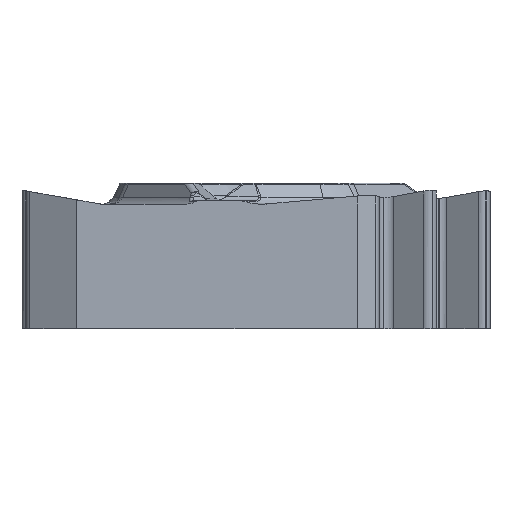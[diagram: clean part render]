
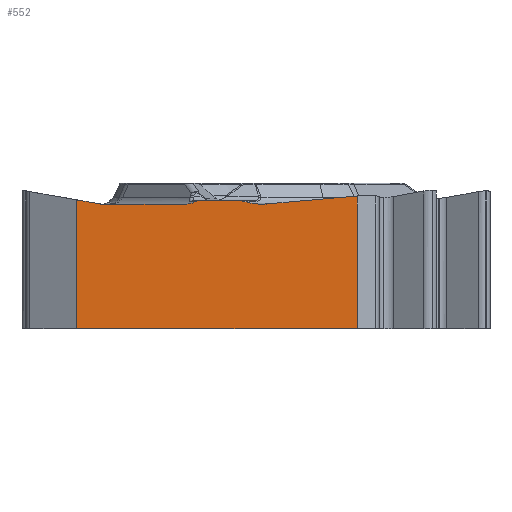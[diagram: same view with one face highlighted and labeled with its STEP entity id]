
A CAD part, left-side view. The second image highlights one B-rep face of the part: STEP entity #552.
In plain terms, the highlighted planar face has unit normal (-1, 0, 0).
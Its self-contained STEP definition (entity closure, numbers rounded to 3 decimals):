
#233=FACE_OUTER_BOUND('',#867,.T.);
#473=ELLIPSE('',#4100,0.64,0.32);
#474=ELLIPSE('',#4101,0.3,0.15);
#475=ELLIPSE('',#4102,0.177,0.15);
#476=ELLIPSE('',#4103,0.377,0.32);
#552=ADVANCED_FACE('',(#233),#795,.F.);
#795=PLANE('',#4105);
#867=EDGE_LOOP('',(#1334,#1335,#1336,#1337,#1338,#1339,#1340,#1341,#1342,
#1343,#1344,#1345,#1346,#1347));
#1142=CIRCLE('',#4104,0.32);
#1334=ORIENTED_EDGE('',*,*,#2810,.F.);
#1335=ORIENTED_EDGE('',*,*,#2884,.F.);
#1336=ORIENTED_EDGE('',*,*,#2885,.F.);
#1337=ORIENTED_EDGE('',*,*,#2886,.T.);
#1338=ORIENTED_EDGE('',*,*,#2887,.T.);
#1339=ORIENTED_EDGE('',*,*,#2888,.F.);
#1340=ORIENTED_EDGE('',*,*,#2889,.F.);
#1341=ORIENTED_EDGE('',*,*,#2890,.F.);
#1342=ORIENTED_EDGE('',*,*,#2891,.F.);
#1343=ORIENTED_EDGE('',*,*,#2892,.T.);
#1344=ORIENTED_EDGE('',*,*,#2893,.T.);
#1345=ORIENTED_EDGE('',*,*,#2894,.T.);
#1346=ORIENTED_EDGE('',*,*,#2895,.F.);
#1347=ORIENTED_EDGE('',*,*,#2896,.F.);
#2451=VERTEX_POINT('',#5871);
#2452=VERTEX_POINT('',#5872);
#2524=VERTEX_POINT('',#6026);
#2525=VERTEX_POINT('',#6028);
#2526=VERTEX_POINT('',#6030);
#2527=VERTEX_POINT('',#6032);
#2528=VERTEX_POINT('',#6040);
#2529=VERTEX_POINT('',#6042);
#2530=VERTEX_POINT('',#6044);
#2531=VERTEX_POINT('',#6046);
#2532=VERTEX_POINT('',#6048);
#2533=VERTEX_POINT('',#6050);
#2534=VERTEX_POINT('',#6052);
#2535=VERTEX_POINT('',#6054);
#2810=EDGE_CURVE('',#2451,#2452,#3406,.T.);
#2884=EDGE_CURVE('',#2524,#2451,#3446,.T.);
#2885=EDGE_CURVE('',#2525,#2524,#3447,.T.);
#2886=EDGE_CURVE('',#2525,#2526,#473,.T.);
#2887=EDGE_CURVE('',#2526,#2527,#3448,.T.);
#2888=EDGE_CURVE('',#2528,#2527,#3919,.T.);
#2889=EDGE_CURVE('',#2529,#2528,#474,.T.);
#2890=EDGE_CURVE('',#2530,#2529,#3449,.T.);
#2891=EDGE_CURVE('',#2531,#2530,#475,.T.);
#2892=EDGE_CURVE('',#2531,#2532,#476,.T.);
#2893=EDGE_CURVE('',#2532,#2533,#3450,.T.);
#2894=EDGE_CURVE('',#2533,#2534,#1142,.T.);
#2895=EDGE_CURVE('',#2535,#2534,#3451,.T.);
#2896=EDGE_CURVE('',#2452,#2535,#3452,.T.);
#3406=LINE('',#5870,#3655);
#3446=LINE('',#6025,#3695);
#3447=LINE('',#6027,#3696);
#3448=LINE('',#6031,#3697);
#3449=LINE('',#6043,#3698);
#3450=LINE('',#6049,#3699);
#3451=LINE('',#6053,#3700);
#3452=LINE('',#6055,#3701);
#3655=VECTOR('',#4454,1.);
#3695=VECTOR('',#4564,1.);
#3696=VECTOR('',#4565,1.);
#3697=VECTOR('',#4568,1.);
#3698=VECTOR('',#4571,1.);
#3699=VECTOR('',#4576,1.);
#3700=VECTOR('',#4579,1.);
#3701=VECTOR('',#4580,1.);
#3919=B_SPLINE_CURVE_WITH_KNOTS('',3,(#6033,#6034,#6035,#6036,#6037,#6038,
#6039),.UNSPECIFIED.,.F.,.F.,(4,3,4),(0.,0.503,1.),
 .UNSPECIFIED.);
#4100=AXIS2_PLACEMENT_3D('',#6029,#4566,#4567);
#4101=AXIS2_PLACEMENT_3D('',#6041,#4569,#4570);
#4102=AXIS2_PLACEMENT_3D('',#6045,#4572,#4573);
#4103=AXIS2_PLACEMENT_3D('',#6047,#4574,#4575);
#4104=AXIS2_PLACEMENT_3D('',#6051,#4577,#4578);
#4105=AXIS2_PLACEMENT_3D('',#6056,#4581,#4582);
#4454=DIRECTION('',(0.,1.,0.));
#4564=DIRECTION('',(0.,0.,-1.));
#4565=DIRECTION('',(0.,-0.996,0.088));
#4566=DIRECTION('',(1.,0.,0.));
#4567=DIRECTION('',(0.,-1.,0.));
#4568=DIRECTION('',(0.,1.,0.));
#4569=DIRECTION('',(1.,0.,0.));
#4570=DIRECTION('',(0.,1.,0.));
#4571=DIRECTION('',(0.,-1.,0.));
#4572=DIRECTION('',(1.,0.,0.));
#4573=DIRECTION('',(0.,-1.,0.));
#4574=DIRECTION('',(1.,0.,0.));
#4575=DIRECTION('',(0.,-1.,0.));
#4576=DIRECTION('',(0.,1.,0.));
#4577=DIRECTION('',(1.,0.,0.));
#4578=DIRECTION('',(0.,0.,-1.));
#4579=DIRECTION('',(0.,-0.985,-0.174));
#4580=DIRECTION('',(0.,0.,1.));
#4581=DIRECTION('',(1.,0.,0.));
#4582=DIRECTION('',(0.,0.,-1.));
#5870=CARTESIAN_POINT('',(-4.763,-3.173,-3.97));
#5871=CARTESIAN_POINT('',(-4.763,-2.929,-3.97));
#5872=CARTESIAN_POINT('',(-4.763,4.963,-3.97));
#6025=CARTESIAN_POINT('',(-4.763,-2.929,0.));
#6026=CARTESIAN_POINT('',(-4.763,-2.929,-0.231));
#6027=CARTESIAN_POINT('',(-4.763,3.106,-0.763));
#6028=CARTESIAN_POINT('',(-4.763,-0.389,-0.455));
#6029=CARTESIAN_POINT('',(-4.763,-0.278,-0.14));
#6030=CARTESIAN_POINT('',(-4.763,-0.278,-0.46));
#6031=CARTESIAN_POINT('',(-4.763,3.173,-0.46));
#6032=CARTESIAN_POINT('',(-4.763,-0.184,-0.46));
#6033=CARTESIAN_POINT('',(-4.763,0.181,-0.4));
#6034=CARTESIAN_POINT('',(-4.763,0.123,-0.421));
#6035=CARTESIAN_POINT('',(-4.763,0.061,-0.436));
#6036=CARTESIAN_POINT('',(-4.763,0.,-0.446));
#6037=CARTESIAN_POINT('',(-4.763,-0.061,-0.455));
#6038=CARTESIAN_POINT('',(-4.763,-0.122,-0.46));
#6039=CARTESIAN_POINT('',(-4.763,-0.184,-0.46));
#6040=CARTESIAN_POINT('',(-4.763,0.181,-0.4));
#6041=CARTESIAN_POINT('',(-4.763,0.36,-0.52));
#6042=CARTESIAN_POINT('',(-4.763,0.36,-0.37));
#6043=CARTESIAN_POINT('',(-4.763,-3.173,-0.37));
#6044=CARTESIAN_POINT('',(-4.763,1.549,-0.37));
#6045=CARTESIAN_POINT('',(-4.763,1.549,-0.52));
#6046=CARTESIAN_POINT('',(-4.763,1.653,-0.399));
#6047=CARTESIAN_POINT('',(-4.763,1.875,-0.14));
#6048=CARTESIAN_POINT('',(-4.763,1.875,-0.46));
#6049=CARTESIAN_POINT('',(-4.763,-3.173,-0.46));
#6050=CARTESIAN_POINT('',(-4.763,4.263,-0.46));
#6051=CARTESIAN_POINT('',(-4.763,4.263,-0.14));
#6052=CARTESIAN_POINT('',(-4.763,4.319,-0.455));
#6053=CARTESIAN_POINT('',(-4.763,-2.869,-1.723));
#6054=CARTESIAN_POINT('',(-4.763,4.963,-0.342));
#6055=CARTESIAN_POINT('',(-4.763,4.963,0.));
#6056=CARTESIAN_POINT('',(-4.763,-3.173,0.));
